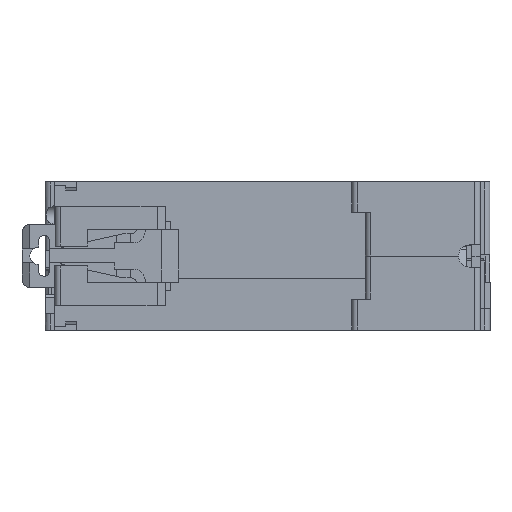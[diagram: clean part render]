
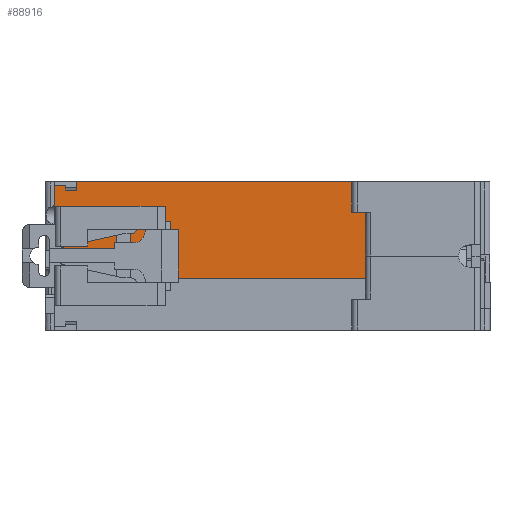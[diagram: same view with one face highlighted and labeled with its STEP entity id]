
A CAD part, front view. The second image highlights one B-rep face of the part: STEP entity #88916.
In plain terms, the highlighted planar face has unit normal (0, -1, 0).
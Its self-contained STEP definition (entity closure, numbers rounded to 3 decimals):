
#73210=DIRECTION('',(0.,0.,-1.));
#73211=VECTOR('',#73210,5.9);
#73212=CARTESIAN_POINT('',(16.3,-56.26,13.4));
#73213=LINE('',#73212,#73211);
#73214=DIRECTION('',(0.,0.,1.));
#73215=VECTOR('',#73214,5.9);
#73216=CARTESIAN_POINT('',(18.8,-56.26,7.5));
#73217=LINE('',#73216,#73215);
#73218=DIRECTION('',(1.,0.,0.));
#73219=VECTOR('',#73218,11.23);
#73220=CARTESIAN_POINT('',(18.8,-56.26,13.4));
#73221=LINE('',#73220,#73219);
#73222=DIRECTION('',(0.,0.,-1.));
#73223=VECTOR('',#73222,12.8);
#73224=CARTESIAN_POINT('',(30.03,-56.26,13.4));
#73225=LINE('',#73224,#73223);
#73226=DIRECTION('',(0.,0.,-1.));
#73227=VECTOR('',#73226,0.9);
#73228=CARTESIAN_POINT('',(28.025,-56.26,1.5));
#73229=LINE('',#73228,#73227);
#73230=DIRECTION('',(1.,0.,0.));
#73231=VECTOR('',#73230,52.18);
#73232=CARTESIAN_POINT('',(-26.18,-56.26,0.));
#73233=LINE('',#73232,#73231);
#73234=DIRECTION('',(0.,0.,-1.));
#73235=VECTOR('',#73234,13.4);
#73236=CARTESIAN_POINT('',(-26.18,-56.261,13.4));
#73237=LINE('',#73236,#73235);
#73238=DIRECTION('',(1.,0.001,0.));
#73239=VECTOR('',#73238,1.545);
#73240=CARTESIAN_POINT('',(-27.725,-56.262,13.4));
#73241=LINE('',#73240,#73239);
#73242=DIRECTION('',(-1.,0.,0.));
#73243=VECTOR('',#73242,40.75);
#73244=CARTESIAN_POINT('',(13.025,-56.26,17.5));
#73245=LINE('',#73244,#73243);
#73246=DIRECTION('',(1.,0.,0.));
#73247=VECTOR('',#73246,3.275);
#73248=CARTESIAN_POINT('',(13.025,-56.26,13.4));
#73249=LINE('',#73248,#73247);
#73250=DIRECTION('',(1.,0.,0.));
#73251=VECTOR('',#73250,3.38);
#73252=CARTESIAN_POINT('',(10.12,-56.26,7.));
#73253=LINE('',#73252,#73251);
#73254=DIRECTION('',(0.,0.,-1.));
#73255=VECTOR('',#73254,2.48);
#73256=CARTESIAN_POINT('',(10.,-56.26,6.88));
#73257=LINE('',#73256,#73255);
#73258=DIRECTION('',(1.,0.,0.));
#73259=VECTOR('',#73258,19.96);
#73260=CARTESIAN_POINT('',(10.,-56.26,4.4));
#73261=LINE('',#73260,#73259);
#73262=DIRECTION('',(0.,0.,1.));
#73263=VECTOR('',#73262,3.);
#73264=CARTESIAN_POINT('',(29.96,-56.26,4.4));
#73265=LINE('',#73264,#73263);
#73266=DIRECTION('',(1.,0.,0.));
#73267=VECTOR('',#73266,8.86);
#73268=CARTESIAN_POINT('',(21.1,-56.26,7.4));
#73269=LINE('',#73268,#73267);
#73270=DIRECTION('',(0.9,0.,0.436));
#73271=VECTOR('',#73270,3.444);
#73272=CARTESIAN_POINT('',(18.,-56.26,5.9));
#73273=LINE('',#73272,#73271);
#73274=DIRECTION('',(0.861,0.,-0.509));
#73275=VECTOR('',#73274,2.555);
#73276=CARTESIAN_POINT('',(15.8,-56.26,7.2));
#73277=LINE('',#73276,#73275);
#73278=DIRECTION('',(0.914,0.,0.406));
#73279=VECTOR('',#73278,1.97);
#73280=CARTESIAN_POINT('',(14.,-56.26,6.4));
#73281=LINE('',#73280,#73279);
#73282=DIRECTION('',(0.928,0.,-0.371));
#73283=VECTOR('',#73282,0.539);
#73284=CARTESIAN_POINT('',(13.5,-56.26,6.6));
#73285=LINE('',#73284,#73283);
#73286=DIRECTION('',(0.,0.,-1.));
#73287=VECTOR('',#73286,0.4);
#73288=CARTESIAN_POINT('',(13.5,-56.26,7.));
#73289=LINE('',#73288,#73287);
#78367=DIRECTION('',(1.,0.,0.));
#78368=VECTOR('',#78367,2.5);
#78369=CARTESIAN_POINT('',(16.3,-56.26,7.5));
#78370=LINE('',#78369,#78368);
#79369=DIRECTION('',(0.,0.,-1.));
#79370=VECTOR('',#79369,4.1);
#79371=CARTESIAN_POINT('',(13.025,-56.26,17.5));
#79372=LINE('',#79371,#79370);
#79389=DIRECTION('',(0.,0.001,1.));
#79390=VECTOR('',#79389,4.1);
#79391=CARTESIAN_POINT('',(-27.725,-56.262,13.4));
#79392=LINE('',#79391,#79390);
#79505=DIRECTION('',(-1.,0.,0.));
#79506=VECTOR('',#79505,2.005);
#79507=CARTESIAN_POINT('',(30.03,-56.26,0.6));
#79508=LINE('',#79507,#79506);
#79533=DIRECTION('',(-1.,0.,0.));
#79534=VECTOR('',#79533,2.025);
#79535=CARTESIAN_POINT('',(28.025,-56.26,1.5));
#79536=LINE('',#79535,#79534);
#79549=DIRECTION('',(0.,0.,-1.));
#79550=VECTOR('',#79549,1.5);
#79551=CARTESIAN_POINT('',(26.,-56.26,1.5));
#79552=LINE('',#79551,#79550);
#79589=DIRECTION('',(0.707,0.,0.707));
#79590=VECTOR('',#79589,0.17);
#79591=CARTESIAN_POINT('',(10.,-56.26,6.88));
#79592=LINE('',#79591,#79590);
#83107=CARTESIAN_POINT('',(28.025,-56.26,1.5));
#83108=CARTESIAN_POINT('',(28.025,-56.26,0.6));
#83109=VERTEX_POINT('',#83107);
#83110=VERTEX_POINT('',#83108);
#83115=CARTESIAN_POINT('',(13.025,-56.26,17.5));
#83117=VERTEX_POINT('',#83115);
#83121=CARTESIAN_POINT('',(-27.725,-56.26,17.5));
#83122=VERTEX_POINT('',#83121);
#83280=CARTESIAN_POINT('',(13.025,-56.26,13.4));
#83281=VERTEX_POINT('',#83280);
#83284=CARTESIAN_POINT('',(-27.725,-56.262,13.4));
#83285=VERTEX_POINT('',#83284);
#83351=CARTESIAN_POINT('',(-26.18,-56.26,0.));
#83352=VERTEX_POINT('',#83351);
#83353=CARTESIAN_POINT('',(-26.18,-56.261,13.4));
#83354=VERTEX_POINT('',#83353);
#83359=CARTESIAN_POINT('',(26.,-56.26,1.5));
#83360=VERTEX_POINT('',#83359);
#83361=CARTESIAN_POINT('',(26.,-56.26,0.));
#83362=VERTEX_POINT('',#83361);
#83371=CARTESIAN_POINT('',(30.03,-56.26,0.6));
#83372=VERTEX_POINT('',#83371);
#83374=CARTESIAN_POINT('',(30.03,-56.26,13.4));
#83376=VERTEX_POINT('',#83374);
#84829=CARTESIAN_POINT('',(16.3,-56.26,13.4));
#84830=VERTEX_POINT('',#84829);
#84831=CARTESIAN_POINT('',(18.8,-56.26,13.4));
#84832=VERTEX_POINT('',#84831);
#85774=CARTESIAN_POINT('',(13.5,-56.26,7.));
#85775=CARTESIAN_POINT('',(13.5,-56.26,6.6));
#85776=VERTEX_POINT('',#85774);
#85777=VERTEX_POINT('',#85775);
#85778=CARTESIAN_POINT('',(14.,-56.26,6.4));
#85779=VERTEX_POINT('',#85778);
#85780=CARTESIAN_POINT('',(15.8,-56.26,7.2));
#85781=VERTEX_POINT('',#85780);
#85782=CARTESIAN_POINT('',(18.,-56.26,5.9));
#85783=VERTEX_POINT('',#85782);
#85784=CARTESIAN_POINT('',(21.1,-56.26,7.4));
#85785=VERTEX_POINT('',#85784);
#85798=CARTESIAN_POINT('',(29.96,-56.26,7.4));
#85799=VERTEX_POINT('',#85798);
#85806=CARTESIAN_POINT('',(10.,-56.26,4.4));
#85807=CARTESIAN_POINT('',(29.96,-56.26,4.4));
#85808=VERTEX_POINT('',#85806);
#85809=VERTEX_POINT('',#85807);
#85810=CARTESIAN_POINT('',(16.3,-56.26,7.5));
#85811=CARTESIAN_POINT('',(18.8,-56.26,7.5));
#85812=VERTEX_POINT('',#85810);
#85813=VERTEX_POINT('',#85811);
#85839=CARTESIAN_POINT('',(10.12,-56.26,7.));
#85841=VERTEX_POINT('',#85839);
#85843=CARTESIAN_POINT('',(10.,-56.26,6.88));
#85845=VERTEX_POINT('',#85843);
#88855=CARTESIAN_POINT('',(-26.18,-56.26,0.));
#88856=DIRECTION('',(0.,-1.,0.));
#88857=DIRECTION('',(1.,0.,0.));
#88858=AXIS2_PLACEMENT_3D('',#88855,#88856,#88857);
#88859=PLANE('',#88858);
#88861=ORIENTED_EDGE('',*,*,#88860,.T.);
#88863=ORIENTED_EDGE('',*,*,#88862,.T.);
#88865=ORIENTED_EDGE('',*,*,#88864,.T.);
#88867=ORIENTED_EDGE('',*,*,#88866,.T.);
#88868=ORIENTED_EDGE('',*,*,#88819,.T.);
#88870=ORIENTED_EDGE('',*,*,#88869,.T.);
#88872=ORIENTED_EDGE('',*,*,#88871,.F.);
#88874=ORIENTED_EDGE('',*,*,#88873,.T.);
#88876=ORIENTED_EDGE('',*,*,#88875,.T.);
#88877=ORIENTED_EDGE('',*,*,#87684,.F.);
#88879=ORIENTED_EDGE('',*,*,#88878,.F.);
#88881=ORIENTED_EDGE('',*,*,#88880,.F.);
#88883=ORIENTED_EDGE('',*,*,#88882,.T.);
#88885=ORIENTED_EDGE('',*,*,#88884,.F.);
#88887=ORIENTED_EDGE('',*,*,#88886,.T.);
#88889=ORIENTED_EDGE('',*,*,#88888,.T.);
#88890=EDGE_LOOP('',(#88861,#88863,#88865,#88867,#88868,#88870,#88872,#88874,
#88876,#88877,#88879,#88881,#88883,#88885,#88887,#88889));
#88891=FACE_OUTER_BOUND('',#88890,.F.);
#88893=ORIENTED_EDGE('',*,*,#88892,.F.);
#88895=ORIENTED_EDGE('',*,*,#88894,.F.);
#88897=ORIENTED_EDGE('',*,*,#88896,.T.);
#88899=ORIENTED_EDGE('',*,*,#88898,.T.);
#88901=ORIENTED_EDGE('',*,*,#88900,.T.);
#88903=ORIENTED_EDGE('',*,*,#88902,.F.);
#88905=ORIENTED_EDGE('',*,*,#88904,.F.);
#88907=ORIENTED_EDGE('',*,*,#88906,.F.);
#88909=ORIENTED_EDGE('',*,*,#88908,.F.);
#88911=ORIENTED_EDGE('',*,*,#88910,.F.);
#88913=ORIENTED_EDGE('',*,*,#88912,.F.);
#88914=EDGE_LOOP('',(#88893,#88895,#88897,#88899,#88901,#88903,#88905,#88907,
#88909,#88911,#88913));
#88915=FACE_BOUND('',#88914,.F.);
#88916=ADVANCED_FACE('',(#88891,#88915),#88859,.T.);
#87684=EDGE_CURVE('',#83352,#83362,#73233,.T.);
#88819=EDGE_CURVE('',#83376,#83372,#73225,.T.);
#88860=EDGE_CURVE('',#84830,#85812,#73213,.T.);
#88862=EDGE_CURVE('',#85812,#85813,#78370,.T.);
#88864=EDGE_CURVE('',#85813,#84832,#73217,.T.);
#88866=EDGE_CURVE('',#84832,#83376,#73221,.T.);
#88869=EDGE_CURVE('',#83372,#83110,#79508,.T.);
#88871=EDGE_CURVE('',#83109,#83110,#73229,.T.);
#88873=EDGE_CURVE('',#83109,#83360,#79536,.T.);
#88875=EDGE_CURVE('',#83360,#83362,#79552,.T.);
#88878=EDGE_CURVE('',#83354,#83352,#73237,.T.);
#88880=EDGE_CURVE('',#83285,#83354,#73241,.T.);
#88882=EDGE_CURVE('',#83285,#83122,#79392,.T.);
#88884=EDGE_CURVE('',#83117,#83122,#73245,.T.);
#88886=EDGE_CURVE('',#83117,#83281,#79372,.T.);
#88888=EDGE_CURVE('',#83281,#84830,#73249,.T.);
#88892=EDGE_CURVE('',#85841,#85776,#73253,.T.);
#88894=EDGE_CURVE('',#85845,#85841,#79592,.T.);
#88896=EDGE_CURVE('',#85845,#85808,#73257,.T.);
#88898=EDGE_CURVE('',#85808,#85809,#73261,.T.);
#88900=EDGE_CURVE('',#85809,#85799,#73265,.T.);
#88902=EDGE_CURVE('',#85785,#85799,#73269,.T.);
#88904=EDGE_CURVE('',#85783,#85785,#73273,.T.);
#88906=EDGE_CURVE('',#85781,#85783,#73277,.T.);
#88908=EDGE_CURVE('',#85779,#85781,#73281,.T.);
#88910=EDGE_CURVE('',#85777,#85779,#73285,.T.);
#88912=EDGE_CURVE('',#85776,#85777,#73289,.T.);
